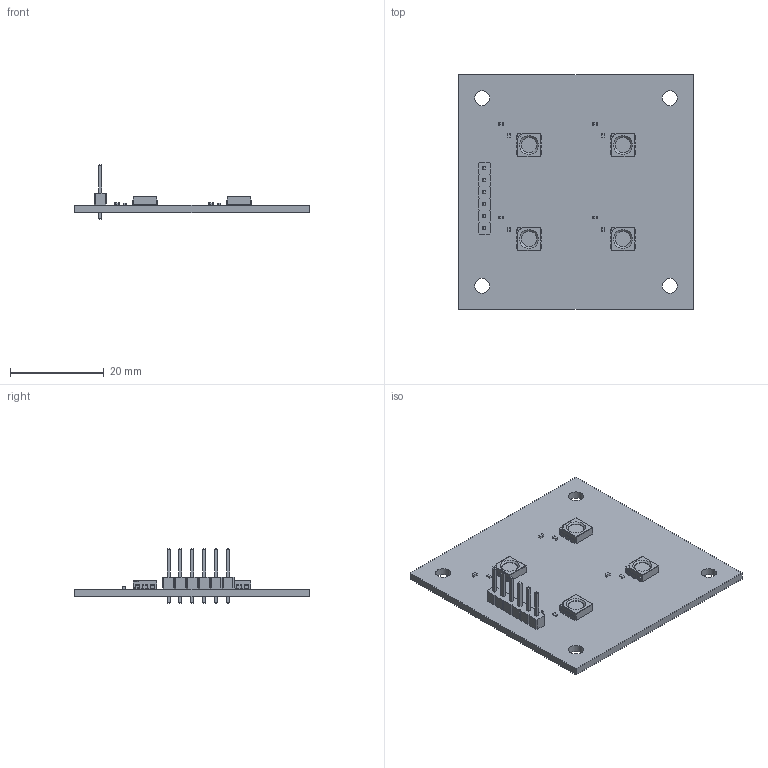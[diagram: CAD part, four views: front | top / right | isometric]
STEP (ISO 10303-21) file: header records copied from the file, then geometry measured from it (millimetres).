
FILE_DESCRIPTION(('KiCad electronic assembly'),'2;1');
FILE_NAME('ws2813-breakout-3D_.step','2021-09-26T19:00:24',('An Author') ,('A Company'),'Open CASCADE STEP processor 7.3', 'KiCad to STEP converter','Unknown');
FILE_SCHEMA(('AUTOMOTIVE_DESIGN { 1 0 10303 214 1 1 1 1 }'));
Length unit declared in the file: millimetre
Products named in the file (10): Open CASCADE STEP translator 7.3 1; C_0402_1005Metric; SOLID; LED_WS2812_PLCC6_5.0x5.0mm_P1.6mm; PinHeader_1x06_P2.54mm_Vertical; R_0402_1005Metric; COMPOUND
Assembly tree (18 placements, depth 3):
  Open CASCADE STEP translator 7.3 1
    C_0402_1005Metric  x4
      SOLID
    LED_WS2812_PLCC6_5.0x5.0mm_P1.6mm  x4
      SOLID
    PinHeader_1x06_P2.54mm_Vertical
      SOLID
    R_0402_1005Metric  x4
      SOLID
    COMPOUND
Bounding box: 50 x 50 x 11.54 mm (x, y, z)
Volume: 4221.6 mm3; surface area: 6075.3 mm2
Topology: 14 solids, 14 shells, 756 faces, 2096 edges, 1368 vertices
Faces by surface type: plane 542, cylinder 210, cone 4
Full cylindrical faces by diameter (mm): 1 x6, 3.2 x4, 3.333 x4
Entity records: 22948 total; most frequent: CARTESIAN_POINT 3952, DIRECTION 3166, LINE 2227, VECTOR 2227, ORIENTED_EDGE 1642, PCURVE 1642, DEFINITIONAL_REPRESENTATION 1642, EDGE_CURVE 821
